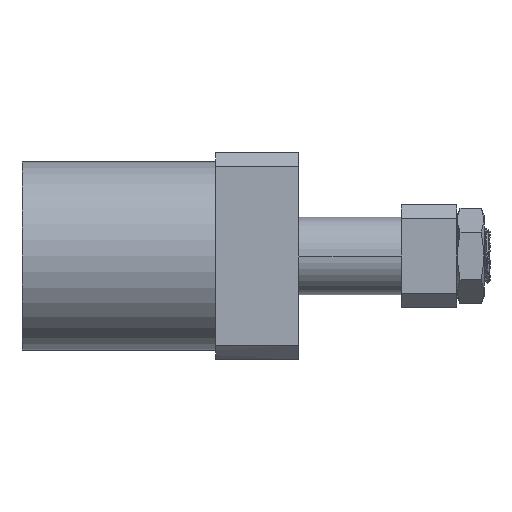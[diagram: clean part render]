
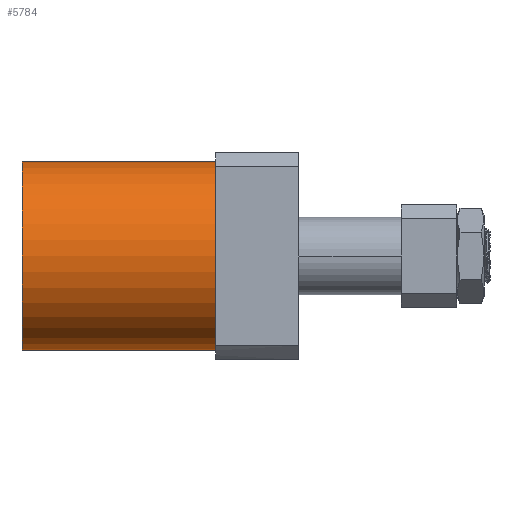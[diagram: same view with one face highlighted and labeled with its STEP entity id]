
A CAD part, front view. The second image highlights one B-rep face of the part: STEP entity #5784.
In plain terms, the highlighted cylindrical face has radius 34 mm (diameter 68 mm), a partial arc.
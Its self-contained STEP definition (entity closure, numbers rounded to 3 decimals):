
#1400 = VECTOR ( 'NONE', #23428, 1000. ) ;
#1428 = AXIS2_PLACEMENT_3D ( 'NONE', #21430, #12990, #33449 ) ;
#4142 = CIRCLE ( 'NONE', #26479, 34. ) ;
#4207 = DIRECTION ( 'NONE',  ( 1., 0., 0. ) ) ;
#5784 = ADVANCED_FACE ( 'NONE', ( #12601 ), #31379, .T. ) ;
#6965 = CARTESIAN_POINT ( 'NONE',  ( 70., 0., 34. ) ) ;
#8828 = LINE ( 'NONE', #9348, #28965 ) ;
#9348 = CARTESIAN_POINT ( 'NONE',  ( 0., 0., 34. ) ) ;
#11888 = CIRCLE ( 'NONE', #1428, 34. ) ;
#12601 = FACE_OUTER_BOUND ( 'NONE', #33140, .T. ) ;
#12990 = DIRECTION ( 'NONE',  ( -1., 0., 0. ) ) ;
#15402 = CARTESIAN_POINT ( 'NONE',  ( 70., 0., -34. ) ) ;
#15585 = VERTEX_POINT ( 'NONE', #33720 ) ;
#17828 = EDGE_CURVE ( 'NONE', #15585, #29238, #8828, .T. ) ;
#21305 = DIRECTION ( 'NONE',  ( 1., 0., 0. ) ) ;
#21430 = CARTESIAN_POINT ( 'NONE',  ( 0., 0., 0. ) ) ;
#21940 = CARTESIAN_POINT ( 'NONE',  ( 70., 0., 0. ) ) ;
#23114 = EDGE_CURVE ( 'NONE', #28443, #33529, #36616, .T. ) ;
#23428 = DIRECTION ( 'NONE',  ( 1., 0., 0. ) ) ;
#24632 = CARTESIAN_POINT ( 'NONE',  ( 0., 0., 0. ) ) ;
#25091 = ORIENTED_EDGE ( 'NONE', *, *, #17828, .F. ) ;
#26479 = AXIS2_PLACEMENT_3D ( 'NONE', #21940, #4207, #33846 ) ;
#26991 = EDGE_CURVE ( 'NONE', #29238, #33529, #4142, .T. ) ;
#27045 = ORIENTED_EDGE ( 'NONE', *, *, #26991, .F. ) ;
#28443 = VERTEX_POINT ( 'NONE', #33211 ) ;
#28555 = ORIENTED_EDGE ( 'NONE', *, *, #23114, .T. ) ;
#28965 = VECTOR ( 'NONE', #21305, 1000. ) ;
#29238 = VERTEX_POINT ( 'NONE', #6965 ) ;
#29306 = CARTESIAN_POINT ( 'NONE',  ( 0., 0., -34. ) ) ;
#30317 = EDGE_CURVE ( 'NONE', #28443, #15585, #11888, .T. ) ;
#31379 = CYLINDRICAL_SURFACE ( 'NONE', #37844, 34. ) ;
#31419 = DIRECTION ( 'NONE',  ( 0., 0., -1. ) ) ;
#33076 = DIRECTION ( 'NONE',  ( 1., 0., 0. ) ) ;
#33140 = EDGE_LOOP ( 'NONE', ( #25091, #34876, #28555, #27045 ) ) ;
#33211 = CARTESIAN_POINT ( 'NONE',  ( 0., 0., -34. ) ) ;
#33449 = DIRECTION ( 'NONE',  ( 0., 0., -1. ) ) ;
#33529 = VERTEX_POINT ( 'NONE', #15402 ) ;
#33720 = CARTESIAN_POINT ( 'NONE',  ( 0., 0., 34. ) ) ;
#33846 = DIRECTION ( 'NONE',  ( 0., 0., -1. ) ) ;
#34876 = ORIENTED_EDGE ( 'NONE', *, *, #30317, .F. ) ;
#36616 = LINE ( 'NONE', #29306, #1400 ) ;
#37844 = AXIS2_PLACEMENT_3D ( 'NONE', #24632, #33076, #31419 ) ;
